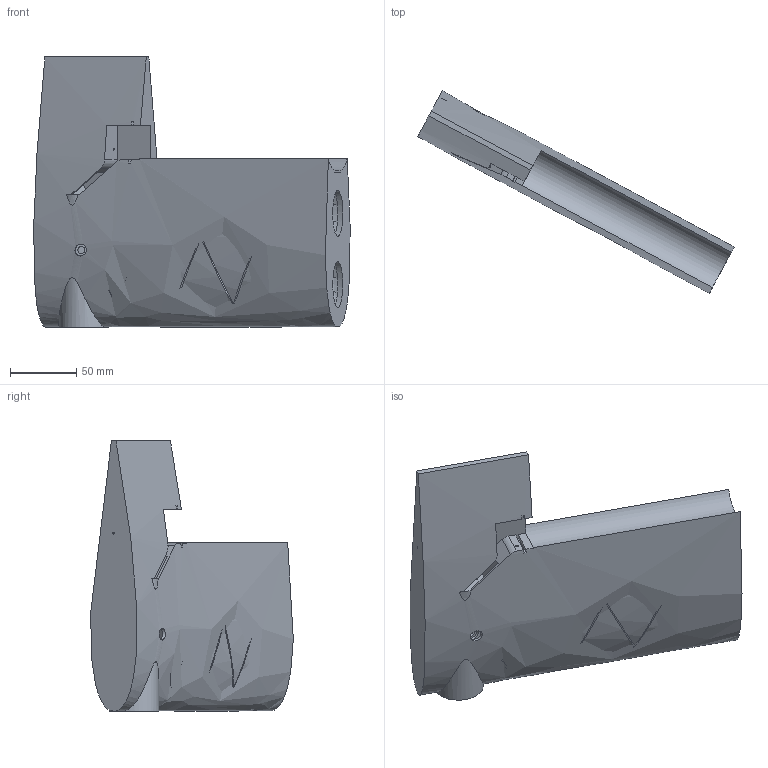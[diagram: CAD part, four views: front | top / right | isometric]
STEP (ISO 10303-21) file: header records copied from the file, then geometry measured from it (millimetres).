
FILE_DESCRIPTION(/* description */ (''),/* implementation_level */ '2;1');
FILE_NAME(/* name */ 'Tail.1stp.stp',/* time_stamp */ '2026-01-15T16:14:53-05:00',/* author */ ('mateo'),/* organization */ (''),/* preprocessor_version */ 'ST-DEVELOPER v20.1',/* originating_system */ 'Autodesk Inventor 2026',/* authorisation */ '');
FILE_SCHEMA (('AUTOMOTIVE_DESIGN { 1 0 10303 214 3 1 1 }'));
Length unit declared in the file: millimetre
Products named in the file (1): Redone-Tail
Bounding box: 238.87 x 153.06 x 204 mm (x, y, z)
Volume: 404032 mm3; surface area: 243602.9 mm2
Topology: 1 solids, 17 shells, 168 faces, 398 edges, 291 vertices
Faces by surface type: plane 106, bspline 42, cylinder 20
Full cylindrical faces by diameter (mm): 1.5 x1, 2.25 x3, 5.5 x1, 9 x1
Entity records: 13969 total; most frequent: CARTESIAN_POINT 10550, ORIENTED_EDGE 758, DIRECTION 496, EDGE_CURVE 379, VERTEX_POINT 255, EDGE_LOOP 184, B_SPLINE_CURVE_WITH_KNOTS 180, AXIS2_PLACEMENT_3D 170
